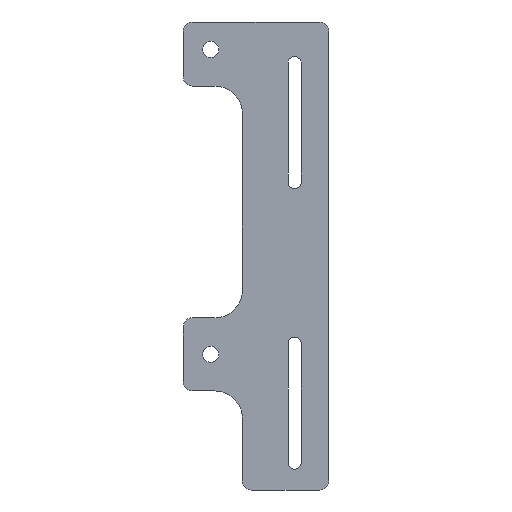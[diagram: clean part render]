
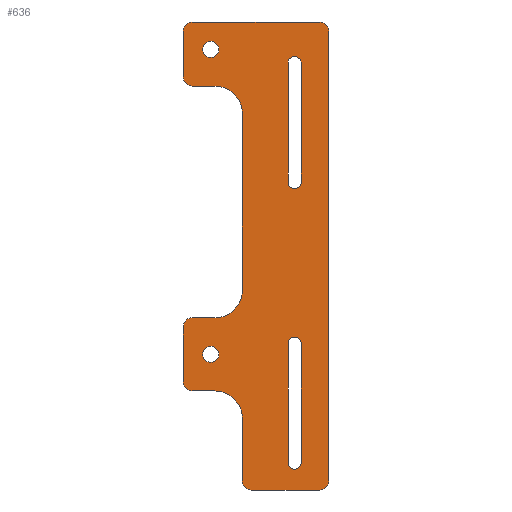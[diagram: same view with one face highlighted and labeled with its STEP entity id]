
A CAD part, front view. The second image highlights one B-rep face of the part: STEP entity #636.
In plain terms, the highlighted planar face has unit normal (0, -1, 0).
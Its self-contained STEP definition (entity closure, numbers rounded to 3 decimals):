
#19=FACE_BOUND('',#107,.T.);
#20=FACE_BOUND('',#108,.T.);
#21=FACE_BOUND('',#109,.T.);
#22=FACE_BOUND('',#110,.T.);
#38=PLANE('',#714);
#70=FACE_OUTER_BOUND('',#106,.T.);
#106=EDGE_LOOP('',(#559,#560,#561,#562,#563,#564,#565,#566,#567,#568,#569,
#570,#571,#572,#573,#574,#575,#576,#577,#578));
#107=EDGE_LOOP('',(#579));
#108=EDGE_LOOP('',(#580,#581,#582,#583));
#109=EDGE_LOOP('',(#584));
#110=EDGE_LOOP('',(#585,#586,#587,#588));
#115=LINE('',#918,#173);
#120=LINE('',#933,#178);
#124=LINE('',#945,#182);
#138=LINE('',#1001,#196);
#142=LINE('',#1012,#200);
#144=LINE('',#1018,#202);
#148=LINE('',#1028,#206);
#151=LINE('',#1036,#209);
#155=LINE('',#1049,#213);
#158=LINE('',#1056,#216);
#161=LINE('',#1065,#219);
#164=LINE('',#1073,#222);
#167=LINE('',#1082,#225);
#168=LINE('',#1084,#226);
#173=VECTOR('',#729,10.);
#178=VECTOR('',#742,10.);
#182=VECTOR('',#754,10.);
#196=VECTOR('',#802,10.);
#200=VECTOR('',#816,10.);
#202=VECTOR('',#824,10.);
#206=VECTOR('',#834,10.);
#209=VECTOR('',#843,10.);
#213=VECTOR('',#857,10.);
#216=VECTOR('',#866,10.);
#219=VECTOR('',#875,10.);
#222=VECTOR('',#884,10.);
#225=VECTOR('',#897,10.);
#226=VECTOR('',#900,10.);
#228=CIRCLE('',#653,9.);
#230=CIRCLE('',#657,9.);
#232=CIRCLE('',#661,9.);
#233=CIRCLE('',#664,3.);
#247=CIRCLE('',#681,3.);
#248=CIRCLE('',#683,3.);
#249=CIRCLE('',#686,3.);
#250=CIRCLE('',#689,3.);
#251=CIRCLE('',#692,3.);
#252=CIRCLE('',#695,3.);
#253=CIRCLE('',#697,2.15);
#254=CIRCLE('',#700,2.15);
#255=CIRCLE('',#703,2.65);
#256=CIRCLE('',#706,2.15);
#257=CIRCLE('',#709,2.15);
#258=CIRCLE('',#711,2.65);
#261=VERTEX_POINT('',#908);
#262=VERTEX_POINT('',#910);
#264=VERTEX_POINT('',#916);
#267=VERTEX_POINT('',#923);
#268=VERTEX_POINT('',#925);
#270=VERTEX_POINT('',#931);
#272=VERTEX_POINT('',#937);
#274=VERTEX_POINT('',#943);
#275=VERTEX_POINT('',#947);
#276=VERTEX_POINT('',#948);
#299=VERTEX_POINT('',#1000);
#300=VERTEX_POINT('',#1006);
#301=VERTEX_POINT('',#1010);
#302=VERTEX_POINT('',#1014);
#303=VERTEX_POINT('',#1020);
#304=VERTEX_POINT('',#1021);
#305=VERTEX_POINT('',#1026);
#306=VERTEX_POINT('',#1030);
#307=VERTEX_POINT('',#1031);
#308=VERTEX_POINT('',#1038);
#309=VERTEX_POINT('',#1042);
#310=VERTEX_POINT('',#1044);
#311=VERTEX_POINT('',#1048);
#312=VERTEX_POINT('',#1052);
#313=VERTEX_POINT('',#1058);
#314=VERTEX_POINT('',#1062);
#315=VERTEX_POINT('',#1064);
#316=VERTEX_POINT('',#1068);
#317=VERTEX_POINT('',#1072);
#318=VERTEX_POINT('',#1078);
#321=EDGE_CURVE('',#261,#262,#228,.T.);
#325=EDGE_CURVE('',#261,#264,#115,.T.);
#328=EDGE_CURVE('',#267,#268,#230,.T.);
#332=EDGE_CURVE('',#267,#270,#120,.T.);
#335=EDGE_CURVE('',#272,#264,#232,.T.);
#338=EDGE_CURVE('',#272,#274,#124,.T.);
#339=EDGE_CURVE('',#275,#276,#233,.T.);
#366=EDGE_CURVE('',#299,#276,#138,.T.);
#368=EDGE_CURVE('',#299,#270,#247,.T.);
#369=EDGE_CURVE('',#300,#274,#248,.T.);
#372=EDGE_CURVE('',#300,#301,#142,.T.);
#373=EDGE_CURVE('',#302,#301,#249,.T.);
#375=EDGE_CURVE('',#302,#268,#144,.T.);
#376=EDGE_CURVE('',#303,#304,#250,.T.);
#380=EDGE_CURVE('',#303,#305,#148,.T.);
#381=EDGE_CURVE('',#306,#307,#251,.T.);
#384=EDGE_CURVE('',#306,#262,#151,.T.);
#385=EDGE_CURVE('',#308,#305,#252,.T.);
#388=EDGE_CURVE('',#310,#309,#253,.T.);
#390=EDGE_CURVE('',#311,#310,#155,.T.);
#392=EDGE_CURVE('',#312,#311,#254,.T.);
#394=EDGE_CURVE('',#309,#312,#158,.T.);
#395=EDGE_CURVE('',#313,#313,#255,.T.);
#398=EDGE_CURVE('',#315,#314,#161,.T.);
#400=EDGE_CURVE('',#316,#315,#256,.T.);
#402=EDGE_CURVE('',#317,#316,#164,.T.);
#404=EDGE_CURVE('',#314,#317,#257,.T.);
#405=EDGE_CURVE('',#318,#318,#258,.T.);
#407=EDGE_CURVE('',#308,#307,#167,.T.);
#408=EDGE_CURVE('',#275,#304,#168,.T.);
#559=ORIENTED_EDGE('',*,*,#339,.F.);
#560=ORIENTED_EDGE('',*,*,#408,.T.);
#561=ORIENTED_EDGE('',*,*,#376,.F.);
#562=ORIENTED_EDGE('',*,*,#380,.T.);
#563=ORIENTED_EDGE('',*,*,#385,.F.);
#564=ORIENTED_EDGE('',*,*,#407,.T.);
#565=ORIENTED_EDGE('',*,*,#381,.F.);
#566=ORIENTED_EDGE('',*,*,#384,.T.);
#567=ORIENTED_EDGE('',*,*,#321,.F.);
#568=ORIENTED_EDGE('',*,*,#325,.T.);
#569=ORIENTED_EDGE('',*,*,#335,.F.);
#570=ORIENTED_EDGE('',*,*,#338,.T.);
#571=ORIENTED_EDGE('',*,*,#369,.F.);
#572=ORIENTED_EDGE('',*,*,#372,.T.);
#573=ORIENTED_EDGE('',*,*,#373,.F.);
#574=ORIENTED_EDGE('',*,*,#375,.T.);
#575=ORIENTED_EDGE('',*,*,#328,.F.);
#576=ORIENTED_EDGE('',*,*,#332,.T.);
#577=ORIENTED_EDGE('',*,*,#368,.F.);
#578=ORIENTED_EDGE('',*,*,#366,.T.);
#579=ORIENTED_EDGE('',*,*,#405,.T.);
#580=ORIENTED_EDGE('',*,*,#404,.T.);
#581=ORIENTED_EDGE('',*,*,#402,.T.);
#582=ORIENTED_EDGE('',*,*,#400,.T.);
#583=ORIENTED_EDGE('',*,*,#398,.T.);
#584=ORIENTED_EDGE('',*,*,#395,.T.);
#585=ORIENTED_EDGE('',*,*,#394,.T.);
#586=ORIENTED_EDGE('',*,*,#392,.T.);
#587=ORIENTED_EDGE('',*,*,#390,.T.);
#588=ORIENTED_EDGE('',*,*,#388,.T.);
#636=ADVANCED_FACE('',(#70,#19,#20,#21,#22),#38,.T.);
#653=AXIS2_PLACEMENT_3D('',#911,#722,#723);
#657=AXIS2_PLACEMENT_3D('',#926,#735,#736);
#661=AXIS2_PLACEMENT_3D('',#939,#748,#749);
#664=AXIS2_PLACEMENT_3D('',#949,#757,#758);
#681=AXIS2_PLACEMENT_3D('',#1004,#806,#807);
#683=AXIS2_PLACEMENT_3D('',#1007,#810,#811);
#686=AXIS2_PLACEMENT_3D('',#1015,#819,#820);
#689=AXIS2_PLACEMENT_3D('',#1022,#827,#828);
#692=AXIS2_PLACEMENT_3D('',#1032,#837,#838);
#695=AXIS2_PLACEMENT_3D('',#1039,#846,#847);
#697=AXIS2_PLACEMENT_3D('',#1045,#852,#853);
#700=AXIS2_PLACEMENT_3D('',#1053,#861,#862);
#703=AXIS2_PLACEMENT_3D('',#1059,#869,#870);
#706=AXIS2_PLACEMENT_3D('',#1069,#879,#880);
#709=AXIS2_PLACEMENT_3D('',#1076,#888,#889);
#711=AXIS2_PLACEMENT_3D('',#1079,#892,#893);
#714=AXIS2_PLACEMENT_3D('',#1085,#901,#902);
#722=DIRECTION('center_axis',(0.,-1.,0.));
#723=DIRECTION('ref_axis',(0.707,0.,0.707));
#729=DIRECTION('',(0.,0.,-1.));
#735=DIRECTION('center_axis',(0.,-1.,0.));
#736=DIRECTION('ref_axis',(0.707,0.,0.707));
#742=DIRECTION('',(0.,0.,-1.));
#748=DIRECTION('center_axis',(0.,-1.,0.));
#749=DIRECTION('ref_axis',(0.707,0.,-0.707));
#754=DIRECTION('',(-1.,0.,0.));
#757=DIRECTION('center_axis',(0.,1.,0.));
#758=DIRECTION('ref_axis',(0.707,0.,-0.707));
#802=DIRECTION('',(1.,0.,0.));
#806=DIRECTION('center_axis',(0.,1.,0.));
#807=DIRECTION('ref_axis',(-0.707,0.,-0.707));
#810=DIRECTION('center_axis',(0.,1.,0.));
#811=DIRECTION('ref_axis',(-0.707,0.,0.707));
#816=DIRECTION('',(0.,0.,-1.));
#819=DIRECTION('center_axis',(0.,1.,0.));
#820=DIRECTION('ref_axis',(-0.707,0.,-0.707));
#824=DIRECTION('',(1.,0.,0.));
#827=DIRECTION('center_axis',(0.,1.,0.));
#828=DIRECTION('ref_axis',(0.707,0.,0.707));
#834=DIRECTION('',(-1.,0.,0.));
#837=DIRECTION('center_axis',(0.,1.,0.));
#838=DIRECTION('ref_axis',(-0.707,0.,-0.707));
#843=DIRECTION('',(1.,0.,0.));
#846=DIRECTION('center_axis',(0.,1.,0.));
#847=DIRECTION('ref_axis',(-0.707,0.,0.707));
#852=DIRECTION('center_axis',(0.,1.,0.));
#853=DIRECTION('ref_axis',(1.,0.,0.));
#857=DIRECTION('',(0.,0.,1.));
#861=DIRECTION('center_axis',(0.,1.,0.));
#862=DIRECTION('ref_axis',(-1.,0.,0.));
#866=DIRECTION('',(0.,0.,-1.));
#869=DIRECTION('center_axis',(0.,1.,0.));
#870=DIRECTION('ref_axis',(1.,0.,0.));
#875=DIRECTION('',(0.,0.,1.));
#879=DIRECTION('center_axis',(0.,1.,0.));
#880=DIRECTION('ref_axis',(-1.,0.,0.));
#884=DIRECTION('',(0.,0.,-1.));
#888=DIRECTION('center_axis',(0.,1.,0.));
#889=DIRECTION('ref_axis',(1.,0.,0.));
#892=DIRECTION('center_axis',(0.,1.,0.));
#893=DIRECTION('ref_axis',(1.,0.,0.));
#897=DIRECTION('',(0.,0.,-1.));
#900=DIRECTION('',(0.,0.,1.));
#901=DIRECTION('center_axis',(0.,-1.,0.));
#902=DIRECTION('ref_axis',(1.,0.,0.));
#908=CARTESIAN_POINT('',(-62.15,-10.,36.5));
#910=CARTESIAN_POINT('',(-71.15,-10.,45.5));
#911=CARTESIAN_POINT('Origin',(-71.15,-10.,36.5));
#916=CARTESIAN_POINT('',(-62.15,-10.,-21.5));
#918=CARTESIAN_POINT('',(-62.15,-10.,45.5));
#923=CARTESIAN_POINT('',(-62.15,-10.,-63.5));
#925=CARTESIAN_POINT('',(-71.15,-10.,-54.5));
#926=CARTESIAN_POINT('Origin',(-71.15,-10.,-63.5));
#931=CARTESIAN_POINT('',(-62.15,-10.,-84.));
#933=CARTESIAN_POINT('',(-62.15,-10.,-54.5));
#937=CARTESIAN_POINT('',(-71.15,-10.,-30.5));
#939=CARTESIAN_POINT('Origin',(-71.15,-10.,-21.5));
#943=CARTESIAN_POINT('',(-78.5,-10.,-30.5));
#945=CARTESIAN_POINT('',(-62.15,-10.,-30.5));
#947=CARTESIAN_POINT('',(-33.85,-10.,-84.));
#948=CARTESIAN_POINT('',(-36.85,-10.,-87.));
#949=CARTESIAN_POINT('Origin',(-36.85,-10.,-84.));
#1000=CARTESIAN_POINT('',(-59.15,-10.,-87.));
#1001=CARTESIAN_POINT('',(-33.85,-10.,-87.));
#1004=CARTESIAN_POINT('Origin',(-59.15,-10.,-84.));
#1006=CARTESIAN_POINT('',(-81.5,-10.,-33.5));
#1007=CARTESIAN_POINT('Origin',(-78.5,-10.,-33.5));
#1010=CARTESIAN_POINT('',(-81.5,-10.,-51.5));
#1012=CARTESIAN_POINT('',(-81.5,-10.,-87.));
#1014=CARTESIAN_POINT('',(-78.5,-10.,-54.5));
#1015=CARTESIAN_POINT('Origin',(-78.5,-10.,-51.5));
#1018=CARTESIAN_POINT('',(-81.5,-10.,-54.5));
#1020=CARTESIAN_POINT('',(-36.85,-10.,66.5));
#1021=CARTESIAN_POINT('',(-33.85,-10.,63.5));
#1022=CARTESIAN_POINT('Origin',(-36.85,-10.,63.5));
#1026=CARTESIAN_POINT('',(-78.5,-10.,66.5));
#1028=CARTESIAN_POINT('',(-81.5,-10.,66.5));
#1030=CARTESIAN_POINT('',(-78.5,-10.,45.5));
#1031=CARTESIAN_POINT('',(-81.5,-10.,48.5));
#1032=CARTESIAN_POINT('Origin',(-78.5,-10.,48.5));
#1036=CARTESIAN_POINT('',(-81.5,-10.,45.5));
#1038=CARTESIAN_POINT('',(-81.5,-10.,63.5));
#1039=CARTESIAN_POINT('Origin',(-78.5,-10.,63.5));
#1042=CARTESIAN_POINT('',(-42.85,-10.,53.));
#1044=CARTESIAN_POINT('',(-47.15,-10.,53.));
#1045=CARTESIAN_POINT('Origin',(-45.,-10.,53.));
#1048=CARTESIAN_POINT('',(-47.15,-10.,14.));
#1049=CARTESIAN_POINT('',(-47.15,-10.,53.));
#1052=CARTESIAN_POINT('',(-42.85,-10.,14.));
#1053=CARTESIAN_POINT('Origin',(-45.,-10.,14.));
#1056=CARTESIAN_POINT('',(-42.85,-10.,14.));
#1058=CARTESIAN_POINT('',(-75.15,-10.,57.5));
#1059=CARTESIAN_POINT('Origin',(-72.5,-10.,57.5));
#1062=CARTESIAN_POINT('',(-47.15,-10.,-39.));
#1064=CARTESIAN_POINT('',(-47.15,-10.,-78.));
#1065=CARTESIAN_POINT('',(-47.15,-10.,-39.));
#1068=CARTESIAN_POINT('',(-42.85,-10.,-78.));
#1069=CARTESIAN_POINT('Origin',(-45.,-10.,-78.));
#1072=CARTESIAN_POINT('',(-42.85,-10.,-39.));
#1073=CARTESIAN_POINT('',(-42.85,-10.,-78.));
#1076=CARTESIAN_POINT('Origin',(-45.,-10.,-39.));
#1078=CARTESIAN_POINT('',(-75.15,-10.,-42.5));
#1079=CARTESIAN_POINT('Origin',(-72.5,-10.,-42.5));
#1082=CARTESIAN_POINT('',(-81.5,-10.,-87.));
#1084=CARTESIAN_POINT('',(-33.85,-10.,66.5));
#1085=CARTESIAN_POINT('Origin',(-57.675,-10.,-10.25));
